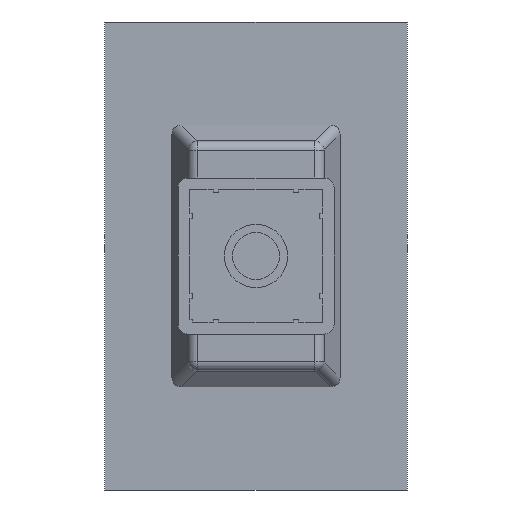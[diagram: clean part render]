
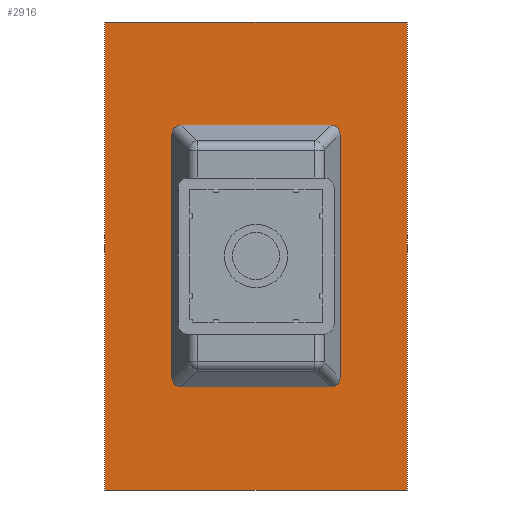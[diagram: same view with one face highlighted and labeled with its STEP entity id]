
A CAD part, front view. The second image highlights one B-rep face of the part: STEP entity #2916.
In plain terms, the highlighted planar face has unit normal (0, -1, 0).
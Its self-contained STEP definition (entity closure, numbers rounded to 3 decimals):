
#23=ELLIPSE('',#3177,1.152,1.);
#24=ELLIPSE('',#3178,1.152,1.);
#25=ELLIPSE('',#3179,1.152,1.);
#26=ELLIPSE('',#3180,1.152,1.);
#183=FACE_BOUND('',#471,.T.);
#303=FACE_OUTER_BOUND('',#470,.T.);
#470=EDGE_LOOP('',(#2454,#2455,#2456,#2457));
#471=EDGE_LOOP('',(#2458,#2459,#2460,#2461,#2462,#2463,#2464,#2465));
#681=LINE('',#4601,#991);
#755=LINE('',#4846,#1065);
#758=LINE('',#4852,#1068);
#767=LINE('',#4879,#1077);
#768=LINE('',#4881,#1078);
#769=LINE('',#4887,#1079);
#770=LINE('',#4891,#1080);
#771=LINE('',#4895,#1081);
#991=VECTOR('',#3606,10.);
#1065=VECTOR('',#3848,10.);
#1068=VECTOR('',#3853,10.);
#1077=VECTOR('',#3894,10.);
#1078=VECTOR('',#3897,10.);
#1079=VECTOR('',#3902,10.);
#1080=VECTOR('',#3905,10.);
#1081=VECTOR('',#3910,10.);
#1275=VERTEX_POINT('',#4598);
#1276=VERTEX_POINT('',#4600);
#1362=VERTEX_POINT('',#4843);
#1363=VERTEX_POINT('',#4845);
#1364=VERTEX_POINT('',#4849);
#1365=VERTEX_POINT('',#4851);
#1368=VERTEX_POINT('',#4883);
#1369=VERTEX_POINT('',#4884);
#1370=VERTEX_POINT('',#4886);
#1371=VERTEX_POINT('',#4888);
#1372=VERTEX_POINT('',#4890);
#1373=VERTEX_POINT('',#4893);
#1610=EDGE_CURVE('',#1275,#1276,#681,.T.);
#1735=EDGE_CURVE('',#1362,#1363,#755,.T.);
#1738=EDGE_CURVE('',#1364,#1365,#758,.T.);
#1749=EDGE_CURVE('',#1365,#1362,#767,.T.);
#1750=EDGE_CURVE('',#1363,#1364,#768,.T.);
#1751=EDGE_CURVE('',#1368,#1369,#23,.T.);
#1752=EDGE_CURVE('',#1370,#1368,#769,.T.);
#1753=EDGE_CURVE('',#1371,#1370,#24,.T.);
#1754=EDGE_CURVE('',#1372,#1371,#770,.T.);
#1755=EDGE_CURVE('',#1276,#1372,#25,.T.);
#1756=EDGE_CURVE('',#1373,#1275,#26,.T.);
#1757=EDGE_CURVE('',#1369,#1373,#771,.T.);
#2454=ORIENTED_EDGE('',*,*,#1750,.F.);
#2455=ORIENTED_EDGE('',*,*,#1735,.F.);
#2456=ORIENTED_EDGE('',*,*,#1749,.F.);
#2457=ORIENTED_EDGE('',*,*,#1738,.F.);
#2458=ORIENTED_EDGE('',*,*,#1751,.F.);
#2459=ORIENTED_EDGE('',*,*,#1752,.F.);
#2460=ORIENTED_EDGE('',*,*,#1753,.F.);
#2461=ORIENTED_EDGE('',*,*,#1754,.F.);
#2462=ORIENTED_EDGE('',*,*,#1755,.F.);
#2463=ORIENTED_EDGE('',*,*,#1610,.F.);
#2464=ORIENTED_EDGE('',*,*,#1756,.F.);
#2465=ORIENTED_EDGE('',*,*,#1757,.F.);
#2776=PLANE('',#3176);
#2916=ADVANCED_FACE('',(#303,#183),#2776,.F.);
#3176=AXIS2_PLACEMENT_3D('',#4882,#3898,#3899);
#3177=AXIS2_PLACEMENT_3D('',#4885,#3900,#3901);
#3178=AXIS2_PLACEMENT_3D('',#4889,#3903,#3904);
#3179=AXIS2_PLACEMENT_3D('',#4892,#3906,#3907);
#3180=AXIS2_PLACEMENT_3D('',#4894,#3908,#3909);
#3606=DIRECTION('',(0.,0.,1.));
#3848=DIRECTION('',(1.,0.,0.));
#3853=DIRECTION('',(-1.,0.,0.));
#3894=DIRECTION('',(0.,0.,1.));
#3897=DIRECTION('',(0.,0.,-1.));
#3898=DIRECTION('center_axis',(0.,1.,0.));
#3899=DIRECTION('ref_axis',(0.,0.,1.));
#3900=DIRECTION('center_axis',(0.,-1.,0.));
#3901=DIRECTION('ref_axis',(-0.707,0.,-0.707));
#3902=DIRECTION('',(0.,0.,-1.));
#3903=DIRECTION('center_axis',(0.,-1.,0.));
#3904=DIRECTION('ref_axis',(-0.707,0.,0.707));
#3905=DIRECTION('',(-1.,0.,0.));
#3906=DIRECTION('center_axis',(0.,-1.,0.));
#3907=DIRECTION('ref_axis',(0.707,0.,0.707));
#3908=DIRECTION('center_axis',(0.,-1.,0.));
#3909=DIRECTION('ref_axis',(0.707,0.,-0.707));
#3910=DIRECTION('',(1.,0.,0.));
#4598=CARTESIAN_POINT('',(8.616,-1.,-12.489));
#4600=CARTESIAN_POINT('',(8.616,-1.,12.489));
#4601=CARTESIAN_POINT('',(8.616,-1.,-5.9));
#4843=CARTESIAN_POINT('',(-15.5,-1.,24.));
#4845=CARTESIAN_POINT('',(15.5,-1.,24.));
#4846=CARTESIAN_POINT('',(-8.,-1.,24.));
#4849=CARTESIAN_POINT('',(15.5,-1.,-24.));
#4851=CARTESIAN_POINT('',(-15.5,-1.,-24.));
#4852=CARTESIAN_POINT('',(8.,-1.,-24.));
#4879=CARTESIAN_POINT('',(-15.5,-1.,23.5));
#4881=CARTESIAN_POINT('',(15.5,-1.,-23.5));
#4882=CARTESIAN_POINT('Origin',(0.,-1.,0.));
#4883=CARTESIAN_POINT('',(-8.616,-1.,-12.489));
#4884=CARTESIAN_POINT('',(-7.689,-1.,-13.416));
#4885=CARTESIAN_POINT('Origin',(-7.538,-1.,-12.338));
#4886=CARTESIAN_POINT('',(-8.616,-1.,12.489));
#4887=CARTESIAN_POINT('',(-8.616,-1.,5.9));
#4888=CARTESIAN_POINT('',(-7.689,-1.,13.416));
#4889=CARTESIAN_POINT('Origin',(-7.538,-1.,12.338));
#4890=CARTESIAN_POINT('',(7.689,-1.,13.416));
#4891=CARTESIAN_POINT('',(3.5,-1.,13.416));
#4892=CARTESIAN_POINT('Origin',(7.538,-1.,12.338));
#4893=CARTESIAN_POINT('',(7.689,-1.,-13.416));
#4894=CARTESIAN_POINT('Origin',(7.538,-1.,-12.338));
#4895=CARTESIAN_POINT('',(-3.5,-1.,-13.416));
